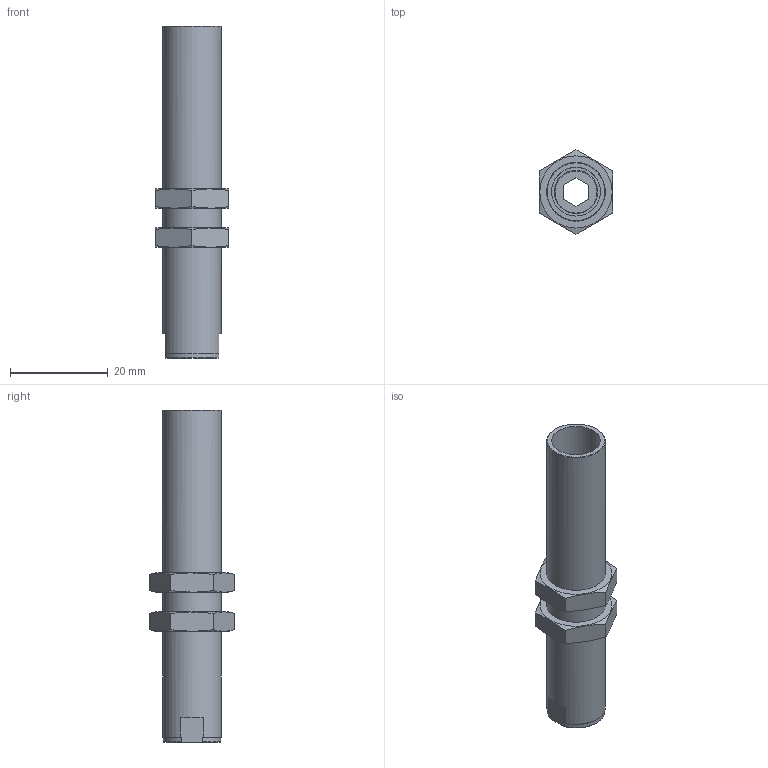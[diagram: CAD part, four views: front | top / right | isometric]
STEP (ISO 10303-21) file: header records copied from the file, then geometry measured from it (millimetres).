
FILE_DESCRIPTION(/* description */ ('STEP AP214'),/* implementation_level */ '2;1');
FILE_NAME(/* name */ '1165484_DAYH-7',/* time_stamp */ '2024-08-14T18:18:32+02:00',/* author */ ('License CC BY-ND 4.0'),/* organization */ ('CADENAS'),/* preprocessor_version */ 'ST-DEVELOPER v19.3',/* originating_system */ 'PARTsolutions',/* authorisation */ ' ');
FILE_SCHEMA (('AUTOMOTIVE_DESIGN {1 0 10303 214 3 1 1}'));
Length unit declared in the file: millimetre
Products named in the file (4): 1165484 DAYH-7; 1165481 DAYH-7; 1165482 DAYH-7; 348987 SPZ-20 M12X1-4-15
Assembly tree (4 placements, depth 2):
  1165484 DAYH-7
    1165481 DAYH-7
    1165482 DAYH-7
    348987 SPZ-20 M12X1-4-15  x2
Bounding box: 15 x 17.32 x 68 mm (x, y, z)
Volume: 4141 mm3; surface area: 6044.7 mm2
Topology: 4 solids, 4 shells, 55 faces, 130 edges, 84 vertices
Faces by surface type: plane 33, cone 14, cylinder 8
Full cylindrical faces by diameter (mm): 8.917 x1, 10 x2, 10.917 x2, 12 x1
Entity records: 1260 total; most frequent: CARTESIAN_POINT 251, DIRECTION 188, ORIENTED_EDGE 166, EDGE_CURVE 83, AXIS2_PLACEMENT_3D 74, EDGE_LOOP 62, FACE_BOUND 62, VERTEX_POINT 61
